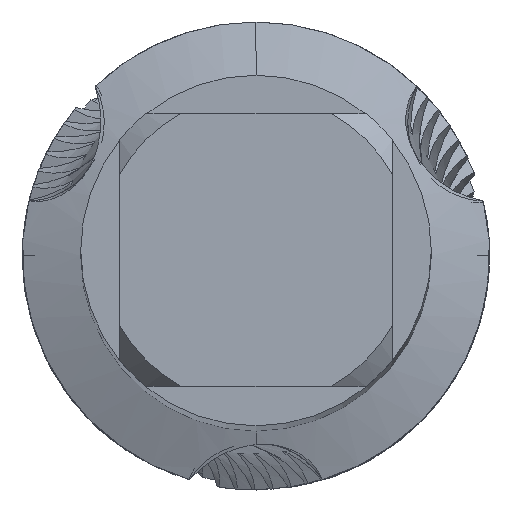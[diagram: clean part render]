
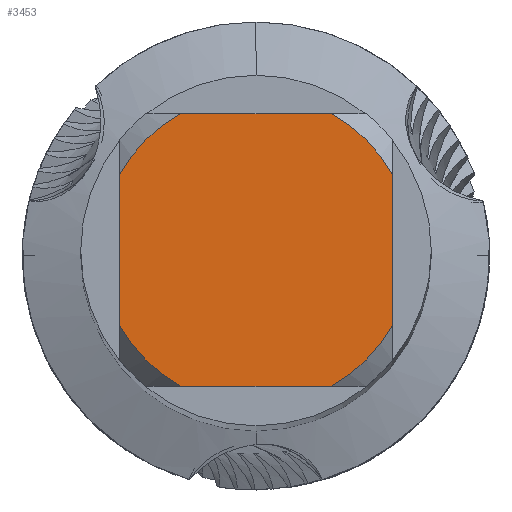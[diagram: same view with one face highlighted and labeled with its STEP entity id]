
A CAD part, top view. The second image highlights one B-rep face of the part: STEP entity #3453.
In plain terms, the highlighted planar face has unit normal (0, 0, 1).
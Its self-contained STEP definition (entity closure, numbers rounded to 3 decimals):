
#1395=EDGE_CURVE('',#1425,#2187,#3898,.T.);
#1425=VERTEX_POINT('',#3930);
#1579=EDGE_CURVE('',#1933,#2925,#4103,.T.);
#1671=EDGE_CURVE('',#1425,#3201,#4201,.T.);
#1933=VERTEX_POINT('',#4486);
#1945=EDGE_CURVE('',#3475,#2925,#4499,.T.);
#2025=EDGE_CURVE('',#3475,#2187,#4586,.T.);
#2187=VERTEX_POINT('',#4763);
#2547=EDGE_CURVE('',#3381,#3201,#5155,.T.);
#2841=EDGE_CURVE('',#1933,#2961,#5479,.T.);
#2925=VERTEX_POINT('',#5568);
#2961=VERTEX_POINT('',#5607);
#3201=VERTEX_POINT('',#5860);
#3221=EDGE_CURVE('',#3381,#2961,#5882,.T.);
#3381=VERTEX_POINT('',#6057);
#3453=ADVANCED_FACE('',(#6136),#6137,.T.);
#3475=VERTEX_POINT('',#6162);
#3898=LINE('',#6842,#6843);
#3930=CARTESIAN_POINT('',(-3.5,1.936,0.0));
#4103=CIRCLE('',#7293,4.0);
#4201=CIRCLE('',#7508,4.0);
#4486=CARTESIAN_POINT('',(3.5,-1.936,0.0));
#4499=LINE('',#8382,#8383);
#4586=CIRCLE('',#8624,4.0);
#4763=CARTESIAN_POINT('',(-3.5,-1.936,0.0));
#5155=LINE('',#9859,#9860);
#5479=LINE('',#10688,#10689);
#5568=CARTESIAN_POINT('',(1.936,-3.5,0.0));
#5607=CARTESIAN_POINT('',(3.5,1.936,0.0));
#5860=CARTESIAN_POINT('',(-1.936,3.5,0.0));
#5882=CIRCLE('',#11745,4.0);
#6057=CARTESIAN_POINT('',(1.936,3.5,0.0));
#6136=FACE_OUTER_BOUND('',#12211,.T.);
#6137=PLANE('',#12212);
#6162=CARTESIAN_POINT('',(-1.936,-3.5,0.0));
#6842=CARTESIAN_POINT('',(-3.5,1.0,0.0));
#6843=VECTOR('',#13180,1.0);
#7293=AXIS2_PLACEMENT_3D('',#13432,#13433,#13434);
#7508=AXIS2_PLACEMENT_3D('',#13522,#13523,#13524);
#8382=CARTESIAN_POINT('',(0.0,-3.5,0.0));
#8383=VECTOR('',#13906,1.0);
#8624=AXIS2_PLACEMENT_3D('',#13991,#13992,#13993);
#9859=CARTESIAN_POINT('',(0.0,3.5,0.0));
#9860=VECTOR('',#14645,1.0);
#10688=CARTESIAN_POINT('',(3.5,1.0,0.0));
#10689=VECTOR('',#14986,1.0);
#11745=AXIS2_PLACEMENT_3D('',#15388,#15389,#15390);
#12211=EDGE_LOOP('',(#15647,#15648,#15649,#15650,#15651,#15652,#15653,#15654));
#12212=AXIS2_PLACEMENT_3D('',#15655,#15656,#15657);
#13180=DIRECTION('',(-0.0,-1.0,0.0));
#13432=CARTESIAN_POINT('',(0.0,0.0,0.0));
#13433=DIRECTION('',(0.0,0.0,-1.0));
#13434=DIRECTION('',(0.0,1.0,0.0));
#13522=CARTESIAN_POINT('',(0.0,0.0,0.0));
#13523=DIRECTION('',(0.0,0.0,-1.0));
#13524=DIRECTION('',(0.0,1.0,0.0));
#13906=DIRECTION('',(1.0,0.0,0.0));
#13991=CARTESIAN_POINT('',(0.0,0.0,0.0));
#13992=DIRECTION('',(0.0,0.0,-1.0));
#13993=DIRECTION('',(0.0,1.0,0.0));
#14645=DIRECTION('',(-1.0,0.0,0.0));
#14986=DIRECTION('',(-0.0,1.0,0.0));
#15388=CARTESIAN_POINT('',(0.0,0.0,0.0));
#15389=DIRECTION('',(0.0,0.0,-1.0));
#15390=DIRECTION('',(0.0,1.0,0.0));
#15647=ORIENTED_EDGE('',*,*,#1395,.T.);
#15648=ORIENTED_EDGE('',*,*,#2025,.F.);
#15649=ORIENTED_EDGE('',*,*,#1945,.T.);
#15650=ORIENTED_EDGE('',*,*,#1579,.F.);
#15651=ORIENTED_EDGE('',*,*,#2841,.T.);
#15652=ORIENTED_EDGE('',*,*,#3221,.F.);
#15653=ORIENTED_EDGE('',*,*,#2547,.T.);
#15654=ORIENTED_EDGE('',*,*,#1671,.F.);
#15655=CARTESIAN_POINT('',(0.0,2.0,0.0));
#15656=DIRECTION('',(-0.0,0.0,1.0));
#15657=DIRECTION('',(0.0,-1.0,0.0));
